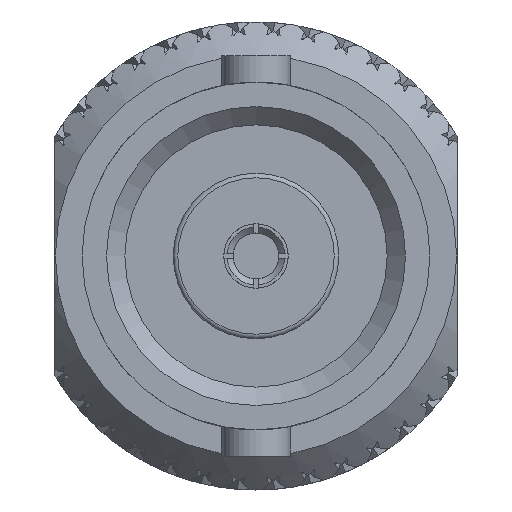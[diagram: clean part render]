
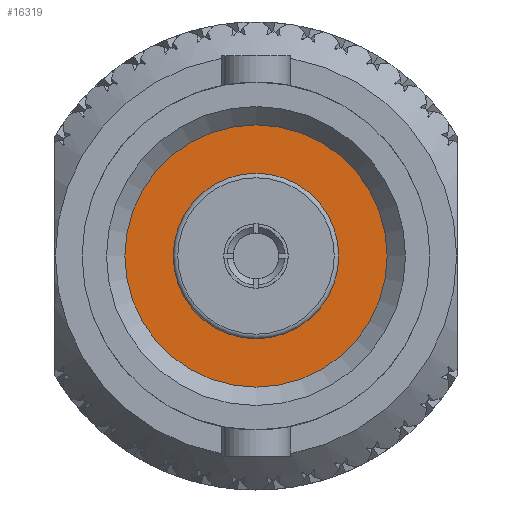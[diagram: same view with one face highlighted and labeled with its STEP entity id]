
A CAD part, left-side view. The second image highlights one B-rep face of the part: STEP entity #16319.
In plain terms, the highlighted planar face has unit normal (-1, 0, 0).
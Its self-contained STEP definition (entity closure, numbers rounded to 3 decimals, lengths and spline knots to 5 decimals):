
#306 = CIRCLE ( 'NONE', #13604, 0.09 ) ;
#387 = DIRECTION ( 'NONE',  ( -1., 0., 0. ) ) ;
#1966 = AXIS2_PLACEMENT_3D ( 'NONE', #13490, #39591, #4299 ) ;
#4205 = EDGE_LOOP ( 'NONE', ( #27480 ) ) ;
#4299 = DIRECTION ( 'NONE',  ( 0., 0., -1. ) ) ;
#4657 = EDGE_CURVE ( 'NONE', #10313, #10313, #33998, .T. ) ;
#6577 = CARTESIAN_POINT ( 'NONE',  ( 0.38, 0., 0. ) ) ;
#6848 = PLANE ( 'NONE',  #15860 ) ;
#8459 = EDGE_LOOP ( 'NONE', ( #10180 ) ) ;
#10180 = ORIENTED_EDGE ( 'NONE', *, *, #41378, .F. ) ;
#10313 = VERTEX_POINT ( 'NONE', #19536 ) ;
#13490 = CARTESIAN_POINT ( 'NONE',  ( 0.38, 0., 0. ) ) ;
#13604 = AXIS2_PLACEMENT_3D ( 'NONE', #14287, #33530, #39828 ) ;
#14287 = CARTESIAN_POINT ( 'NONE',  ( 0.38, 0., 0. ) ) ;
#15860 = AXIS2_PLACEMENT_3D ( 'NONE', #6577, #387, #16164 ) ;
#16164 = DIRECTION ( 'NONE',  ( 0., 0., -1. ) ) ;
#16319 = ADVANCED_FACE ( 'NONE', ( #27662, #18157 ), #6848, .T. ) ;
#18157 = FACE_BOUND ( 'NONE', #8459, .T. ) ;
#19536 = CARTESIAN_POINT ( 'NONE',  ( 0.38, 0., -0.1425 ) ) ;
#22446 = CARTESIAN_POINT ( 'NONE',  ( 0.38, 0., -0.09 ) ) ;
#26741 = VERTEX_POINT ( 'NONE', #22446 ) ;
#27480 = ORIENTED_EDGE ( 'NONE', *, *, #4657, .T. ) ;
#27662 = FACE_OUTER_BOUND ( 'NONE', #4205, .T. ) ;
#33530 = DIRECTION ( 'NONE',  ( -1., 0., 0. ) ) ;
#33998 = CIRCLE ( 'NONE', #1966, 0.1425 ) ;
#39591 = DIRECTION ( 'NONE',  ( -1., 0., 0. ) ) ;
#39828 = DIRECTION ( 'NONE',  ( 0., 0., -1. ) ) ;
#41378 = EDGE_CURVE ( 'NONE', #26741, #26741, #306, .T. ) ;
